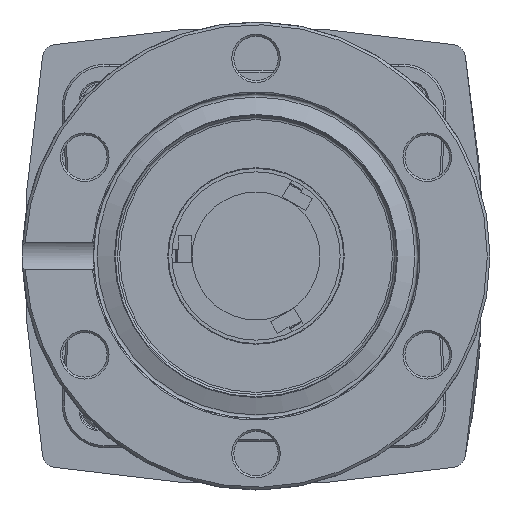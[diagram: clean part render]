
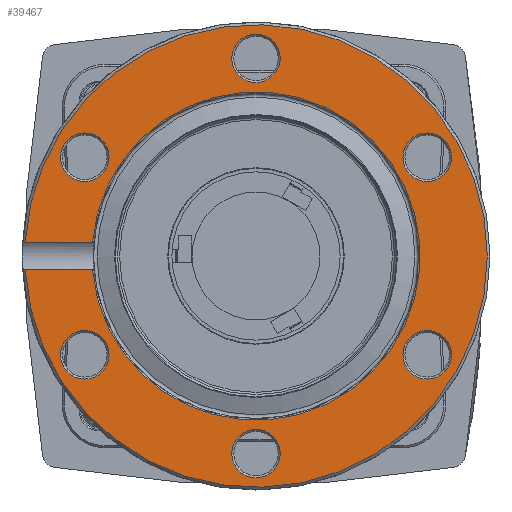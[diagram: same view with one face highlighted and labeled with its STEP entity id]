
A CAD part, front view. The second image highlights one B-rep face of the part: STEP entity #39467.
In plain terms, the highlighted planar face has unit normal (0, -1, 0).
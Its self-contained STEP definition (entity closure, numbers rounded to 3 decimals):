
#978=FACE_BOUND('',#7001,.T.);
#979=FACE_BOUND('',#7002,.T.);
#980=FACE_BOUND('',#7003,.T.);
#981=FACE_BOUND('',#7004,.T.);
#982=FACE_BOUND('',#7005,.T.);
#983=FACE_BOUND('',#7006,.T.);
#2217=PLANE('',#42880);
#4748=FACE_OUTER_BOUND('',#7000,.T.);
#7000=EDGE_LOOP('',(#34699,#34700,#34701,#34702));
#7001=EDGE_LOOP('',(#34703));
#7002=EDGE_LOOP('',(#34704));
#7003=EDGE_LOOP('',(#34705));
#7004=EDGE_LOOP('',(#34706));
#7005=EDGE_LOOP('',(#34707));
#7006=EDGE_LOOP('',(#34708));
#10389=LINE('',#78018,#13811);
#10390=LINE('',#78021,#13812);
#13811=VECTOR('',#52858,10.);
#13812=VECTOR('',#52861,10.);
#15263=CIRCLE('',#42841,3.6);
#15268=CIRCLE('',#42849,3.6);
#15273=CIRCLE('',#42857,3.6);
#15278=CIRCLE('',#42865,3.6);
#15283=CIRCLE('',#42873,3.6);
#15288=CIRCLE('',#42881,24.375);
#15289=CIRCLE('',#42882,34.35);
#15290=CIRCLE('',#42883,3.6);
#18741=VERTEX_POINT('',#77934);
#18746=VERTEX_POINT('',#77950);
#18751=VERTEX_POINT('',#77966);
#18756=VERTEX_POINT('',#77982);
#18761=VERTEX_POINT('',#77998);
#18766=VERTEX_POINT('',#78014);
#18767=VERTEX_POINT('',#78015);
#18768=VERTEX_POINT('',#78017);
#18769=VERTEX_POINT('',#78019);
#18770=VERTEX_POINT('',#78022);
#24067=EDGE_CURVE('',#18741,#18741,#15263,.T.);
#24075=EDGE_CURVE('',#18746,#18746,#15268,.T.);
#24083=EDGE_CURVE('',#18751,#18751,#15273,.T.);
#24091=EDGE_CURVE('',#18756,#18756,#15278,.T.);
#24099=EDGE_CURVE('',#18761,#18761,#15283,.T.);
#24107=EDGE_CURVE('',#18766,#18767,#15288,.T.);
#24108=EDGE_CURVE('',#18766,#18768,#10389,.T.);
#24109=EDGE_CURVE('',#18769,#18768,#15289,.T.);
#24110=EDGE_CURVE('',#18769,#18767,#10390,.T.);
#24111=EDGE_CURVE('',#18770,#18770,#15290,.T.);
#34699=ORIENTED_EDGE('',*,*,#24107,.F.);
#34700=ORIENTED_EDGE('',*,*,#24108,.T.);
#34701=ORIENTED_EDGE('',*,*,#24109,.F.);
#34702=ORIENTED_EDGE('',*,*,#24110,.T.);
#34703=ORIENTED_EDGE('',*,*,#24099,.F.);
#34704=ORIENTED_EDGE('',*,*,#24083,.F.);
#34705=ORIENTED_EDGE('',*,*,#24067,.F.);
#34706=ORIENTED_EDGE('',*,*,#24075,.F.);
#34707=ORIENTED_EDGE('',*,*,#24091,.F.);
#34708=ORIENTED_EDGE('',*,*,#24111,.F.);
#39467=ADVANCED_FACE('',(#4748,#978,#979,#980,#981,#982,#983),#2217,.T.);
#42841=AXIS2_PLACEMENT_3D('',#77935,#52761,#52762);
#42849=AXIS2_PLACEMENT_3D('',#77951,#52780,#52781);
#42857=AXIS2_PLACEMENT_3D('',#77967,#52799,#52800);
#42865=AXIS2_PLACEMENT_3D('',#77983,#52818,#52819);
#42873=AXIS2_PLACEMENT_3D('',#77999,#52837,#52838);
#42880=AXIS2_PLACEMENT_3D('',#78013,#52854,#52855);
#42881=AXIS2_PLACEMENT_3D('',#78016,#52856,#52857);
#42882=AXIS2_PLACEMENT_3D('',#78020,#52859,#52860);
#42883=AXIS2_PLACEMENT_3D('',#78023,#52862,#52863);
#52761=DIRECTION('center_axis',(0.,-1.,0.));
#52762=DIRECTION('ref_axis',(0.,0.,
1.));
#52780=DIRECTION('center_axis',(0.,-1.,0.));
#52781=DIRECTION('ref_axis',(0.866,0.,0.5));
#52799=DIRECTION('center_axis',(0.,-1.,0.));
#52800=DIRECTION('ref_axis',(0.866,0.,-0.5));
#52818=DIRECTION('center_axis',(0.,-1.,0.));
#52819=DIRECTION('ref_axis',(0.,0.,
-1.));
#52837=DIRECTION('center_axis',(0.,-1.,0.));
#52838=DIRECTION('ref_axis',(-0.866,0.,-0.5));
#52854=DIRECTION('center_axis',(0.,-1.,0.));
#52855=DIRECTION('ref_axis',(0.,0.,
-1.));
#52856=DIRECTION('center_axis',(0.,-1.,0.));
#52857=DIRECTION('ref_axis',(0.,0.,
-1.));
#52858=DIRECTION('',(-1.,0.,0.));
#52859=DIRECTION('center_axis',(0.,1.,0.));
#52860=DIRECTION('ref_axis',(1.,0.,0.));
#52861=DIRECTION('',(1.,0.,0.));
#52862=DIRECTION('center_axis',(0.,-1.,0.));
#52863=DIRECTION('ref_axis',(-0.866,0.,0.5));
#77934=CARTESIAN_POINT('',(0.3,-54.,-32.95));
#77935=CARTESIAN_POINT('Origin',(0.3,-54.,-29.35));
#77950=CARTESIAN_POINT('',(-28.236,-54.,-16.475));
#77951=CARTESIAN_POINT('Origin',(-25.118,-54.,-14.675));
#77966=CARTESIAN_POINT('',(-28.236,-54.,16.475));
#77967=CARTESIAN_POINT('Origin',(-25.118,-54.,14.675));
#77982=CARTESIAN_POINT('',(0.3,-54.,32.95));
#77983=CARTESIAN_POINT('Origin',(0.3,-54.,29.35));
#77998=CARTESIAN_POINT('',(28.836,-54.,16.475));
#77999=CARTESIAN_POINT('Origin',(25.718,-54.,14.675));
#78013=CARTESIAN_POINT('Origin',(-12.8,-54.,0.));
#78014=CARTESIAN_POINT('',(-23.99,-54.,-2.04));
#78015=CARTESIAN_POINT('',(-23.99,-54.,2.04));
#78016=CARTESIAN_POINT('Origin',(0.3,-54.,0.));
#78017=CARTESIAN_POINT('',(-33.989,-54.,-2.04));
#78018=CARTESIAN_POINT('',(-34.45,-54.,-2.04));
#78019=CARTESIAN_POINT('',(-33.989,-54.,2.04));
#78020=CARTESIAN_POINT('Origin',(0.3,-54.,0.));
#78021=CARTESIAN_POINT('',(-34.45,-54.,2.04));
#78022=CARTESIAN_POINT('',(28.836,-54.,-16.475));
#78023=CARTESIAN_POINT('Origin',(25.718,-54.,-14.675));
